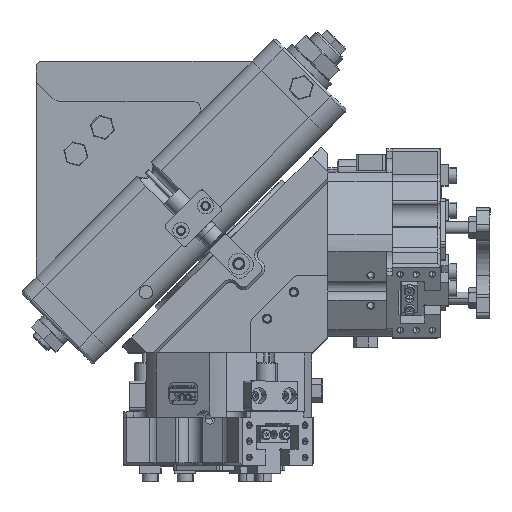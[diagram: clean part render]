
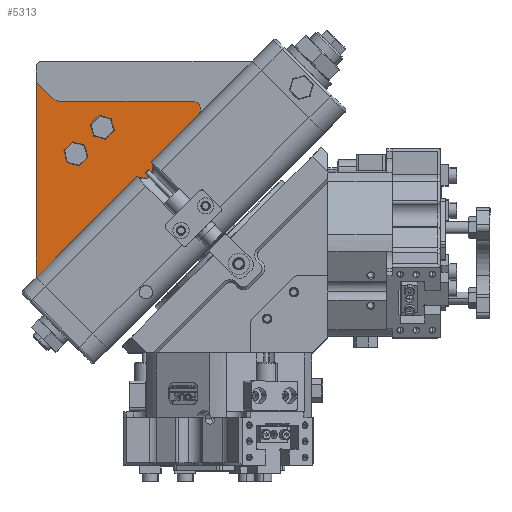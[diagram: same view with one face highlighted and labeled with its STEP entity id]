
A CAD part, top view. The second image highlights one B-rep face of the part: STEP entity #5313.
In plain terms, the highlighted planar face has unit normal (0, 0, 1).
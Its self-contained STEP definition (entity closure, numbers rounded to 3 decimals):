
#1274 = FACE_OUTER_BOUND ( 'NONE', #46815, .T. ) ;
#1462 = CARTESIAN_POINT ( 'NONE',  ( 0., 14.39, 73. ) ) ;
#1930 = DIRECTION ( 'NONE',  ( 0.707, 0.707, 0. ) ) ;
#2869 = CARTESIAN_POINT ( 'NONE',  ( 58.368, 80., 73. ) ) ;
#3000 = DIRECTION ( 'NONE',  ( 0., 0., -1. ) ) ;
#3396 = CARTESIAN_POINT ( 'NONE',  ( 0., 87.071, 73. ) ) ;
#4164 = VERTEX_POINT ( 'NONE', #6744 ) ;
#5313 = ADVANCED_FACE ( 'NONE', ( #1274 ), #9847, .T. ) ;
#5712 = VECTOR ( 'NONE', #10632, 1000. ) ;
#6744 = CARTESIAN_POINT ( 'NONE',  ( 60.489, 79.121, 73. ) ) ;
#9005 = EDGE_CURVE ( 'NONE', #88479, #82688, #50562, .T. ) ;
#9008 = CARTESIAN_POINT ( 'NONE',  ( 58.368, 77., 73. ) ) ;
#9458 = LINE ( 'NONE', #50350, #33127 ) ;
#9847 = PLANE ( 'NONE',  #28701 ) ;
#10135 = CARTESIAN_POINT ( 'NONE',  ( 5.607, 81.464, 73. ) ) ;
#10632 = DIRECTION ( 'NONE',  ( 0., -1., 0. ) ) ;
#11450 = CARTESIAN_POINT ( 'NONE',  ( 37.757, 51.851, 73. ) ) ;
#12785 = ORIENTED_EDGE ( 'NONE', *, *, #9005, .F. ) ;
#13417 = CARTESIAN_POINT ( 'NONE',  ( 0., 87.071, 73. ) ) ;
#14464 = DIRECTION ( 'NONE',  ( 0., 0., -1. ) ) ;
#15425 = CARTESIAN_POINT ( 'NONE',  ( 39.598, 55.402, 73. ) ) ;
#17504 = VERTEX_POINT ( 'NONE', #26481 ) ;
#17676 = EDGE_CURVE ( 'NONE', #26419, #22935, #46696, .T. ) ;
#19037 = CIRCLE ( 'NONE', #51029, 3. ) ;
#19151 = CIRCLE ( 'NONE', #48571, 0.3 ) ;
#20167 = EDGE_CURVE ( 'NONE', #52938, #17504, #26115, .T. ) ;
#22485 = VECTOR ( 'NONE', #53462, 1000. ) ;
#22935 = VERTEX_POINT ( 'NONE', #11450 ) ;
#23787 = EDGE_CURVE ( 'NONE', #26419, #52938, #19151, .T. ) ;
#24360 = CARTESIAN_POINT ( 'NONE',  ( 58.368, 77., 73. ) ) ;
#26115 = LINE ( 'NONE', #60363, #62025 ) ;
#26419 = VERTEX_POINT ( 'NONE', #80395 ) ;
#26481 = CARTESIAN_POINT ( 'NONE',  ( 60.489, 74.879, 73. ) ) ;
#26837 = ORIENTED_EDGE ( 'NONE', *, *, #48642, .F. ) ;
#27730 = DIRECTION ( 'NONE',  ( 0.707, 0.707, 0. ) ) ;
#28701 = AXIS2_PLACEMENT_3D ( 'NONE', #24360, #67327, #38793 ) ;
#30329 = CARTESIAN_POINT ( 'NONE',  ( 5.607, 81.464, 73. ) ) ;
#30423 = CARTESIAN_POINT ( 'NONE',  ( 37.619, 51.585, 73. ) ) ;
#31666 = LINE ( 'NONE', #3396, #5712 ) ;
#32003 = CARTESIAN_POINT ( 'NONE',  ( 58.368, 80., 73. ) ) ;
#33046 = AXIS2_PLACEMENT_3D ( 'NONE', #76548, #77474, #90746 ) ;
#33127 = VECTOR ( 'NONE', #1930, 1000. ) ;
#33534 = EDGE_CURVE ( 'NONE', #4164, #17504, #19037, .T. ) ;
#34118 = EDGE_CURVE ( 'NONE', #72808, #50296, #61619, .T. ) ;
#34777 = EDGE_CURVE ( 'NONE', #82688, #72808, #63732, .T. ) ;
#36713 = DIRECTION ( 'NONE',  ( 0.707, 0.707, 0. ) ) ;
#37483 = ORIENTED_EDGE ( 'NONE', *, *, #67350, .T. ) ;
#38457 = DIRECTION ( 'NONE',  ( 0.707, 0.707, 0. ) ) ;
#38793 = DIRECTION ( 'NONE',  ( 0.707, 0.707, 0. ) ) ;
#40041 = CIRCLE ( 'NONE', #43149, 3. ) ;
#41115 = EDGE_CURVE ( 'NONE', #88479, #88506, #31666, .T. ) ;
#41527 = EDGE_CURVE ( 'NONE', #64876, #22935, #70864, .T. ) ;
#43149 = AXIS2_PLACEMENT_3D ( 'NONE', #9008, #3000, #52972 ) ;
#46696 = CIRCLE ( 'NONE', #86117, 4. ) ;
#46815 = EDGE_LOOP ( 'NONE', ( #37483, #69993, #68609, #66224, #69057, #77176, #26837, #92241, #56619, #12785, #77392 ) ) ;
#48571 = AXIS2_PLACEMENT_3D ( 'NONE', #48751, #63513, #27730 ) ;
#48642 = EDGE_CURVE ( 'NONE', #50296, #4164, #40041, .T. ) ;
#48751 = CARTESIAN_POINT ( 'NONE',  ( 43.415, 57.381, 73. ) ) ;
#49505 = DIRECTION ( 'NONE',  ( 0., 0., -1. ) ) ;
#50117 = CARTESIAN_POINT ( 'NONE',  ( 9.142, 80., 73. ) ) ;
#50296 = VERTEX_POINT ( 'NONE', #32003 ) ;
#50350 = CARTESIAN_POINT ( 'NONE',  ( 0., 14.39, 73. ) ) ;
#50562 = LINE ( 'NONE', #10135, #22485 ) ;
#51029 = AXIS2_PLACEMENT_3D ( 'NONE', #71466, #49505, #92874 ) ;
#52938 = VERTEX_POINT ( 'NONE', #65067 ) ;
#52972 = DIRECTION ( 'NONE',  ( 0.707, 0.707, 0. ) ) ;
#53462 = DIRECTION ( 'NONE',  ( 0.707, -0.707, 0. ) ) ;
#56619 = ORIENTED_EDGE ( 'NONE', *, *, #34777, .F. ) ;
#58284 = DIRECTION ( 'NONE',  ( 0., 0., -1. ) ) ;
#60363 = CARTESIAN_POINT ( 'NONE',  ( 0., 14.39, 73. ) ) ;
#60656 = DIRECTION ( 'NONE',  ( 1., 0., 0. ) ) ;
#61619 = LINE ( 'NONE', #2869, #84073 ) ;
#62025 = VECTOR ( 'NONE', #38457, 1000. ) ;
#63513 = DIRECTION ( 'NONE',  ( 0., 0., -1. ) ) ;
#63732 = CIRCLE ( 'NONE', #33046, 5. ) ;
#64876 = VERTEX_POINT ( 'NONE', #71363 ) ;
#65067 = CARTESIAN_POINT ( 'NONE',  ( 43.203, 57.593, 73. ) ) ;
#65360 = DIRECTION ( 'NONE',  ( -0.707, -0.707, 0. ) ) ;
#66224 = ORIENTED_EDGE ( 'NONE', *, *, #23787, .T. ) ;
#67327 = DIRECTION ( 'NONE',  ( 0., 0., 1. ) ) ;
#67350 = EDGE_CURVE ( 'NONE', #88506, #64876, #9458, .T. ) ;
#68609 = ORIENTED_EDGE ( 'NONE', *, *, #17676, .F. ) ;
#69057 = ORIENTED_EDGE ( 'NONE', *, *, #20167, .T. ) ;
#69993 = ORIENTED_EDGE ( 'NONE', *, *, #41527, .T. ) ;
#70864 = CIRCLE ( 'NONE', #78524, 0.3 ) ;
#71363 = CARTESIAN_POINT ( 'NONE',  ( 37.407, 51.797, 73. ) ) ;
#71466 = CARTESIAN_POINT ( 'NONE',  ( 58.368, 77., 73. ) ) ;
#72808 = VERTEX_POINT ( 'NONE', #50117 ) ;
#76548 = CARTESIAN_POINT ( 'NONE',  ( 9.142, 85., 73. ) ) ;
#77176 = ORIENTED_EDGE ( 'NONE', *, *, #33534, .F. ) ;
#77392 = ORIENTED_EDGE ( 'NONE', *, *, #41115, .T. ) ;
#77474 = DIRECTION ( 'NONE',  ( 0., 0., 1. ) ) ;
#78524 = AXIS2_PLACEMENT_3D ( 'NONE', #30423, #58284, #36713 ) ;
#80395 = CARTESIAN_POINT ( 'NONE',  ( 43.149, 57.243, 73. ) ) ;
#82688 = VERTEX_POINT ( 'NONE', #30329 ) ;
#84073 = VECTOR ( 'NONE', #60656, 1000. ) ;
#86117 = AXIS2_PLACEMENT_3D ( 'NONE', #15425, #14464, #65360 ) ;
#88479 = VERTEX_POINT ( 'NONE', #13417 ) ;
#88506 = VERTEX_POINT ( 'NONE', #1462 ) ;
#90746 = DIRECTION ( 'NONE',  ( 0.707, 0.707, 0. ) ) ;
#92241 = ORIENTED_EDGE ( 'NONE', *, *, #34118, .F. ) ;
#92874 = DIRECTION ( 'NONE',  ( 0.707, 0.707, 0. ) ) ;
